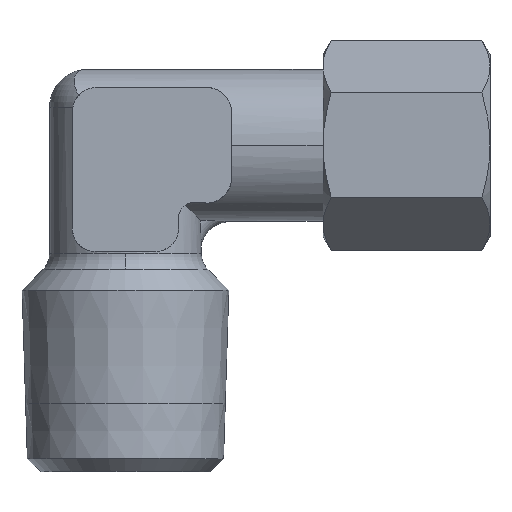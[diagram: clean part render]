
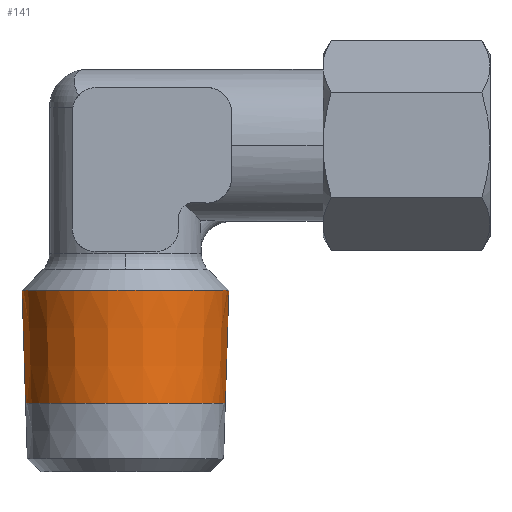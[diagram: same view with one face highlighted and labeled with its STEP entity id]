
A CAD part, top view. The second image highlights one B-rep face of the part: STEP entity #141.
In plain terms, the highlighted conical face has half-angle 1.79 degrees and reference radius 6.638 mm.
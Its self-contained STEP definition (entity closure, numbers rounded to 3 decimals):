
#141=ADVANCED_FACE('',(#339),#340,.T.);
#339=FACE_OUTER_BOUND('',#539,.T.);
#340=CONICAL_SURFACE('',#540,6.638,0.031);
#539=EDGE_LOOP('',(#1311,#1312,#1313,#1314));
#540=AXIS2_PLACEMENT_3D('',#1315,#1316,#1317);
#1311=ORIENTED_EDGE('',*,*,#1329,.T.);
#1312=ORIENTED_EDGE('',*,*,#1562,.F.);
#1313=ORIENTED_EDGE('',*,*,#1331,.T.);
#1314=ORIENTED_EDGE('',*,*,#1567,.T.);
#1315=CARTESIAN_POINT('',(0.0,6.395,0.0));
#1316=DIRECTION('',(-0.0,1.0,-0.0));
#1317=DIRECTION('',(1.0,0.0,0.0));
#1329=EDGE_CURVE('',#1578,#1579,#1580,.T.);
#1331=EDGE_CURVE('',#1583,#1581,#1584,.T.);
#1562=EDGE_CURVE('',#1583,#1579,#1959,.T.);
#1567=EDGE_CURVE('',#1581,#1578,#1966,.T.);
#1578=VERTEX_POINT('',#2031);
#1579=VERTEX_POINT('',#2032);
#1580=LINE('',#2033,#2034);
#1581=VERTEX_POINT('',#2035);
#1583=VERTEX_POINT('',#2037);
#1584=LINE('',#2038,#2039);
#1959=CIRCLE('',#3316,6.811);
#1966=CIRCLE('',#3323,6.579);
#2031=CARTESIAN_POINT('',(6.579,4.503,0.));
#2032=CARTESIAN_POINT('',(6.811,11.933,0.0));
#2033=CARTESIAN_POINT('',(6.638,6.395,0.));
#2034=VECTOR('',#3332,1.0);
#2035=CARTESIAN_POINT('',(-6.579,4.503,0.0));
#2037=CARTESIAN_POINT('',(-6.811,11.933,0.));
#2038=CARTESIAN_POINT('',(-6.638,6.395,0.));
#2039=VECTOR('',#3336,1.0);
#3316=AXIS2_PLACEMENT_3D('',#3677,#3678,#3679);
#3323=AXIS2_PLACEMENT_3D('',#3692,#3693,#3694);
#3332=DIRECTION('',(0.031,1.,0.));
#3336=DIRECTION('',(0.031,-1.,0.));
#3677=CARTESIAN_POINT('',(0.0,11.933,0.0));
#3678=DIRECTION('',(-0.0,1.0,0.0));
#3679=DIRECTION('',(1.0,0.0,0.0));
#3692=CARTESIAN_POINT('',(0.0,4.505,0.0));
#3693=DIRECTION('',(-0.0,1.0,0.0));
#3694=DIRECTION('',(1.0,0.0,0.0));
